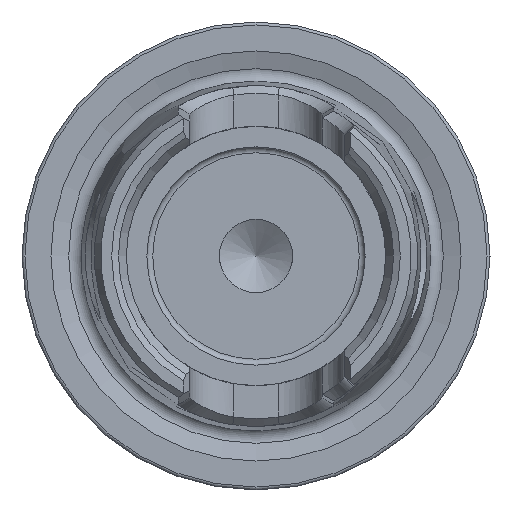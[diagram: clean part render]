
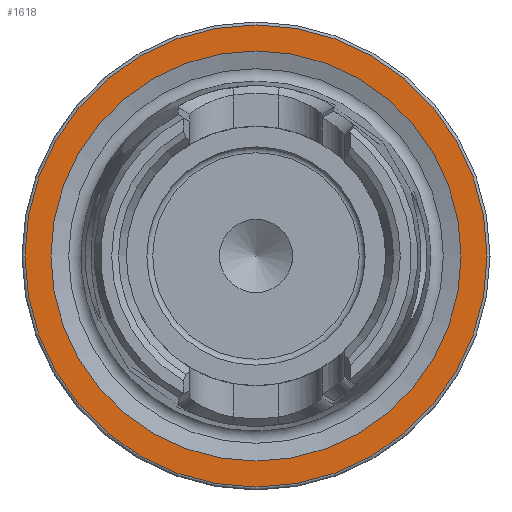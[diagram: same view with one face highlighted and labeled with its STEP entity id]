
A CAD part, left-side view. The second image highlights one B-rep face of the part: STEP entity #1618.
In plain terms, the highlighted planar face has unit normal (-1, 0, 0).
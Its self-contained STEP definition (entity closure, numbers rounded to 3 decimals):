
#54 = EDGE_LOOP ( 'NONE', ( #988 ) ) ;
#103 = EDGE_CURVE ( 'NONE', #2189, #2189, #585, .T. ) ;
#118 = CARTESIAN_POINT ( 'NONE',  ( 0., 15.775, 0. ) ) ;
#549 = CARTESIAN_POINT ( 'NONE',  ( 0., 0., 14. ) ) ;
#585 = CIRCLE ( 'NONE', #5381, 14. ) ;
#988 = ORIENTED_EDGE ( 'NONE', *, *, #103, .F. ) ;
#1618 = ADVANCED_FACE ( 'NONE', ( #5711, #11024 ), #3929, .F. ) ;
#1966 = DIRECTION ( 'NONE',  ( -1., 0., 0. ) ) ;
#2189 = VERTEX_POINT ( 'NONE', #549 ) ;
#2329 = VERTEX_POINT ( 'NONE', #7564 ) ;
#2514 = CIRCLE ( 'NONE', #3613, 15.775 ) ;
#3576 = AXIS2_PLACEMENT_3D ( 'NONE', #118, #9987, #8792 ) ;
#3613 = AXIS2_PLACEMENT_3D ( 'NONE', #4470, #4332, #5282 ) ;
#3625 = CARTESIAN_POINT ( 'NONE',  ( 0., 0., 0. ) ) ;
#3863 = EDGE_LOOP ( 'NONE', ( #7004 ) ) ;
#3929 = PLANE ( 'NONE',  #3576 ) ;
#4332 = DIRECTION ( 'NONE',  ( -1., 0., 0. ) ) ;
#4470 = CARTESIAN_POINT ( 'NONE',  ( 0., 0., 0. ) ) ;
#5282 = DIRECTION ( 'NONE',  ( 0., 0., 1. ) ) ;
#5381 = AXIS2_PLACEMENT_3D ( 'NONE', #3625, #1966, #8013 ) ;
#5711 = FACE_BOUND ( 'NONE', #54, .T. ) ;
#7004 = ORIENTED_EDGE ( 'NONE', *, *, #9475, .T. ) ;
#7564 = CARTESIAN_POINT ( 'NONE',  ( 0., 0., 15.775 ) ) ;
#8013 = DIRECTION ( 'NONE',  ( 0., 0., 1. ) ) ;
#8792 = DIRECTION ( 'NONE',  ( 0., 0., -1. ) ) ;
#9475 = EDGE_CURVE ( 'NONE', #2329, #2329, #2514, .T. ) ;
#9987 = DIRECTION ( 'NONE',  ( 1., 0., 0. ) ) ;
#11024 = FACE_OUTER_BOUND ( 'NONE', #3863, .T. ) ;
